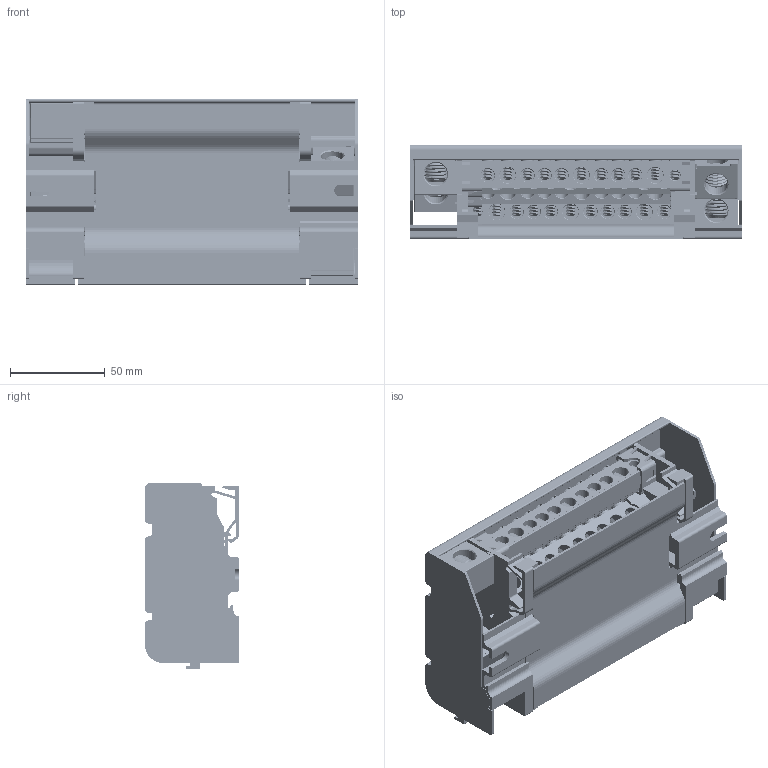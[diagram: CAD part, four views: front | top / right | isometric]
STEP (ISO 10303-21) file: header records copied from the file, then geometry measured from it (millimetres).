
FILE_DESCRIPTION (( 'STEP AP203' ), '1' );
FILE_NAME ('QM416012L.STEP', '2025-09-24T17:00:22', ( '' ), ( '' ), 'SwSTEP 2.0', 'SolidWorks 2022', '' );
FILE_SCHEMA (( 'CONFIG_CONTROL_DESIGN' ));
Length unit declared in the file: millimetre
Products named in the file (11): SG16012R_drw4423; SS16012L_drw4426_base ridotta; SABUS16012; SP16012_drw4427_SP9915; SAVTCH510; SC16012R01_drw4428_SC9911; SABAR16012; SS16012R_drw4425_R01_base ridotta; QM416012L; SAGR1210; SG16012L_drw4424
Assembly tree (25 placements, depth 3):
  QM416012L
    SG16012R_drw4423
    SS16012R_drw4425_R01_base ridotta  x2
    SG16012L_drw4424
    SS16012L_drw4426_base ridotta  x2
    SP16012_drw4427_SP9915
    SABAR16012  x4
      SABUS16012
      SAVTCH510
      SAGR1210
    SC16012R01_drw4428_SC9911
Bounding box: 175.5 x 50 x 98.15 mm (x, y, z)
Volume: 203955.5 mm3; surface area: 236223.9 mm2
Topology: 60 solids, 60 shells, 4307 faces, 11977 edges, 7812 vertices
Faces by surface type: plane 1801, cylinder 1789, cone 400, bspline 297, sphere 20
Entity records: 56138 total; most frequent: CARTESIAN_POINT 14450, ORIENTED_EDGE 8880, DIRECTION 7669, EDGE_CURVE 4440, VECTOR 3321, LINE 3321, VERTEX_POINT 2895, AXIS2_PLACEMENT_3D 2174
